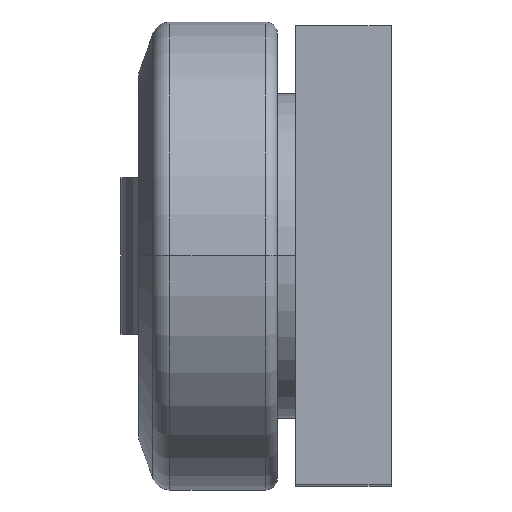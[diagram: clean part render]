
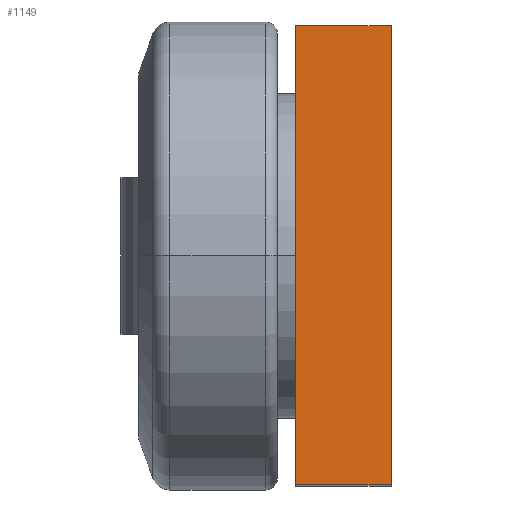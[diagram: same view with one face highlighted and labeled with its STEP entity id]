
A CAD part, top view. The second image highlights one B-rep face of the part: STEP entity #1149.
In plain terms, the highlighted planar face has unit normal (0, 0, 1).
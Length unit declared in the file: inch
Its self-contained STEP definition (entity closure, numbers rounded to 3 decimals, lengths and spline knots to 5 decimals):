
#170 = CARTESIAN_POINT ( 'NONE',  ( 1.767, -1.5, 2.375 ) ) ;
#346 = VERTEX_POINT ( 'NONE', #170 ) ;
#414 = PLANE ( 'NONE',  #870 ) ;
#498 = EDGE_CURVE ( 'NONE', #1770, #980, #4507, .T. ) ;
#529 = DIRECTION ( 'NONE',  ( -1., 0., 0. ) ) ;
#556 = LINE ( 'NONE', #2739, #3998 ) ;
#860 = DIRECTION ( 'NONE',  ( 0., 1., 0. ) ) ;
#870 = AXIS2_PLACEMENT_3D ( 'NONE', #2770, #3521, #3569 ) ;
#980 = VERTEX_POINT ( 'NONE', #4516 ) ;
#1149 = ADVANCED_FACE ( 'NONE', ( #3065 ), #414, .F. ) ;
#1512 = LINE ( 'NONE', #3463, #4762 ) ;
#1726 = VECTOR ( 'NONE', #529, 39.37008 ) ;
#1770 = VERTEX_POINT ( 'NONE', #3511 ) ;
#2198 = EDGE_CURVE ( 'NONE', #2853, #346, #3432, .T. ) ;
#2616 = EDGE_LOOP ( 'NONE', ( #2706, #3332, #4385, #3797 ) ) ;
#2706 = ORIENTED_EDGE ( 'NONE', *, *, #2198, .T. ) ;
#2739 = CARTESIAN_POINT ( 'NONE',  ( 1.767, -1.5, 2.375 ) ) ;
#2770 = CARTESIAN_POINT ( 'NONE',  ( 1.142, -1.5, 2.375 ) ) ;
#2853 = VERTEX_POINT ( 'NONE', #4421 ) ;
#3065 = FACE_OUTER_BOUND ( 'NONE', #2616, .T. ) ;
#3332 = ORIENTED_EDGE ( 'NONE', *, *, #3535, .T. ) ;
#3432 = LINE ( 'NONE', #4416, #4284 ) ;
#3463 = CARTESIAN_POINT ( 'NONE',  ( 1.142, -1.5, 2.375 ) ) ;
#3502 = CARTESIAN_POINT ( 'NONE',  ( 1.767, 1.5, 2.375 ) ) ;
#3511 = CARTESIAN_POINT ( 'NONE',  ( 1.767, 1.5, 2.375 ) ) ;
#3521 = DIRECTION ( 'NONE',  ( 0., 0., -1. ) ) ;
#3535 = EDGE_CURVE ( 'NONE', #346, #1770, #556, .T. ) ;
#3569 = DIRECTION ( 'NONE',  ( 0., -1., 0. ) ) ;
#3797 = ORIENTED_EDGE ( 'NONE', *, *, #4694, .T. ) ;
#3998 = VECTOR ( 'NONE', #860, 39.37008 ) ;
#4284 = VECTOR ( 'NONE', #4490, 39.37008 ) ;
#4385 = ORIENTED_EDGE ( 'NONE', *, *, #498, .T. ) ;
#4416 = CARTESIAN_POINT ( 'NONE',  ( 1.767, -1.5, 2.375 ) ) ;
#4421 = CARTESIAN_POINT ( 'NONE',  ( 1.142, -1.5, 2.375 ) ) ;
#4490 = DIRECTION ( 'NONE',  ( 1., 0., 0. ) ) ;
#4494 = DIRECTION ( 'NONE',  ( 0., -1., 0. ) ) ;
#4507 = LINE ( 'NONE', #3502, #1726 ) ;
#4516 = CARTESIAN_POINT ( 'NONE',  ( 1.142, 1.5, 2.375 ) ) ;
#4694 = EDGE_CURVE ( 'NONE', #980, #2853, #1512, .T. ) ;
#4762 = VECTOR ( 'NONE', #4494, 39.37008 ) ;
